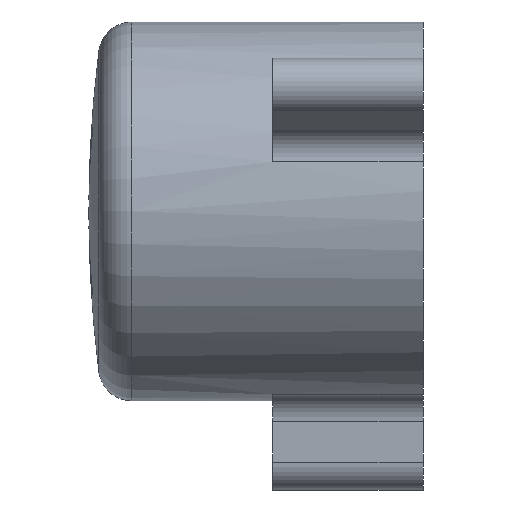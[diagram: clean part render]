
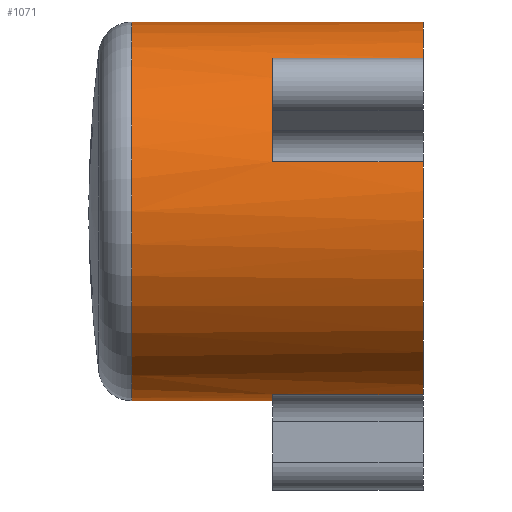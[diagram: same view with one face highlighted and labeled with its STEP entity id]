
A CAD part, left-side view. The second image highlights one B-rep face of the part: STEP entity #1071.
In plain terms, the highlighted cylindrical face has radius 3.4 mm (diameter 6.8 mm), a partial arc.
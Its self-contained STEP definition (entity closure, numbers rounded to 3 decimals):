
#19 = VERTEX_POINT ( 'NONE', #288 ) ;
#56 = EDGE_CURVE ( 'NONE', #145, #777, #1286, .T. ) ;
#79 = AXIS2_PLACEMENT_3D ( 'NONE', #1328, #694, #589 ) ;
#81 = CARTESIAN_POINT ( 'NONE',  ( 0., 0., 0. ) ) ;
#104 = CIRCLE ( 'NONE', #149, 3.4 ) ;
#114 = VERTEX_POINT ( 'NONE', #1275 ) ;
#123 = CARTESIAN_POINT ( 'NONE',  ( 0., 5.226, 3.4 ) ) ;
#139 = LINE ( 'NONE', #784, #595 ) ;
#145 = VERTEX_POINT ( 'NONE', #535 ) ;
#149 = AXIS2_PLACEMENT_3D ( 'NONE', #484, #1106, #1207 ) ;
#182 = VERTEX_POINT ( 'NONE', #123 ) ;
#199 = DIRECTION ( 'NONE',  ( 0., 1., 0. ) ) ;
#203 = LINE ( 'NONE', #1034, #1038 ) ;
#209 = VERTEX_POINT ( 'NONE', #835 ) ;
#215 = ORIENTED_EDGE ( 'NONE', *, *, #56, .T. ) ;
#239 = VERTEX_POINT ( 'NONE', #740 ) ;
#256 = EDGE_LOOP ( 'NONE', ( #918, #486, #771, #1322, #603, #780, #1163, #872, #345, #215 ) ) ;
#272 = DIRECTION ( 'NONE',  ( 0., 0., 1. ) ) ;
#277 = DIRECTION ( 'NONE',  ( 0., 1., 0. ) ) ;
#288 = CARTESIAN_POINT ( 'NONE',  ( -2.41, 2.7, 2.398 ) ) ;
#297 = CYLINDRICAL_SURFACE ( 'NONE', #798, 3.4 ) ;
#312 = DIRECTION ( 'NONE',  ( 0., 0., -1. ) ) ;
#316 = VERTEX_POINT ( 'NONE', #321 ) ;
#321 = CARTESIAN_POINT ( 'NONE',  ( 0., 5.226, -3.4 ) ) ;
#324 = DIRECTION ( 'NONE',  ( 0., -1., 0. ) ) ;
#345 = ORIENTED_EDGE ( 'NONE', *, *, #1022, .T. ) ;
#367 = VERTEX_POINT ( 'NONE', #1064 ) ;
#396 = FACE_OUTER_BOUND ( 'NONE', #256, .T. ) ;
#418 = VECTOR ( 'NONE', #1114, 1000. ) ;
#439 = CIRCLE ( 'NONE', #79, 3.4 ) ;
#459 = CARTESIAN_POINT ( 'NONE',  ( -0.872, 0., -3.286 ) ) ;
#484 = CARTESIAN_POINT ( 'NONE',  ( 0., 0., 0. ) ) ;
#486 = ORIENTED_EDGE ( 'NONE', *, *, #818, .T. ) ;
#501 = DIRECTION ( 'NONE',  ( 0., 0., 1. ) ) ;
#535 = CARTESIAN_POINT ( 'NONE',  ( -2.41, 0., 2.398 ) ) ;
#552 = VECTOR ( 'NONE', #703, 1000. ) ;
#589 = DIRECTION ( 'NONE',  ( 0.866, 0., -0.5 ) ) ;
#595 = VECTOR ( 'NONE', #277, 1000. ) ;
#603 = ORIENTED_EDGE ( 'NONE', *, *, #932, .T. ) ;
#655 = CARTESIAN_POINT ( 'NONE',  ( 0., 6., -3.4 ) ) ;
#679 = CARTESIAN_POINT ( 'NONE',  ( 0., 2.7, 0. ) ) ;
#694 = DIRECTION ( 'NONE',  ( 0., -1., 0. ) ) ;
#703 = DIRECTION ( 'NONE',  ( 0., -1., 0. ) ) ;
#706 = AXIS2_PLACEMENT_3D ( 'NONE', #679, #1336, #272 ) ;
#740 = CARTESIAN_POINT ( 'NONE',  ( -0.872, 2.7, -3.286 ) ) ;
#771 = ORIENTED_EDGE ( 'NONE', *, *, #1243, .T. ) ;
#777 = VERTEX_POINT ( 'NONE', #1254 ) ;
#780 = ORIENTED_EDGE ( 'NONE', *, *, #1365, .T. ) ;
#784 = CARTESIAN_POINT ( 'NONE',  ( -3.282, 6., 0.888 ) ) ;
#798 = AXIS2_PLACEMENT_3D ( 'NONE', #939, #1251, #1027 ) ;
#818 = EDGE_CURVE ( 'NONE', #182, #316, #906, .T. ) ;
#835 = CARTESIAN_POINT ( 'NONE',  ( 0., 2.7, -3.4 ) ) ;
#872 = ORIENTED_EDGE ( 'NONE', *, *, #1303, .F. ) ;
#906 = CIRCLE ( 'NONE', #1092, 3.4 ) ;
#918 = ORIENTED_EDGE ( 'NONE', *, *, #1295, .F. ) ;
#932 = EDGE_CURVE ( 'NONE', #239, #1369, #1224, .T. ) ;
#939 = CARTESIAN_POINT ( 'NONE',  ( 0., 6., 0. ) ) ;
#974 = AXIS2_PLACEMENT_3D ( 'NONE', #81, #199, #501 ) ;
#988 = CARTESIAN_POINT ( 'NONE',  ( 0., 6., 3.4 ) ) ;
#993 = LINE ( 'NONE', #988, #418 ) ;
#1022 = EDGE_CURVE ( 'NONE', #19, #145, #203, .T. ) ;
#1027 = DIRECTION ( 'NONE',  ( 0., 0., -1. ) ) ;
#1034 = CARTESIAN_POINT ( 'NONE',  ( -2.41, 6., 2.398 ) ) ;
#1038 = VECTOR ( 'NONE', #1164, 1000. ) ;
#1041 = VECTOR ( 'NONE', #324, 1000. ) ;
#1064 = CARTESIAN_POINT ( 'NONE',  ( -3.282, 2.7, 0.888 ) ) ;
#1068 = LINE ( 'NONE', #655, #1041 ) ;
#1071 = ADVANCED_FACE ( 'NONE', ( #396 ), #297, .T. ) ;
#1092 = AXIS2_PLACEMENT_3D ( 'NONE', #1368, #1150, #312 ) ;
#1106 = DIRECTION ( 'NONE',  ( 0., 1., 0. ) ) ;
#1114 = DIRECTION ( 'NONE',  ( 0., -1., 0. ) ) ;
#1116 = CARTESIAN_POINT ( 'NONE',  ( -0.872, 6., -3.286 ) ) ;
#1150 = DIRECTION ( 'NONE',  ( 0., -1., 0. ) ) ;
#1163 = ORIENTED_EDGE ( 'NONE', *, *, #1339, .T. ) ;
#1164 = DIRECTION ( 'NONE',  ( 0., -1., 0. ) ) ;
#1207 = DIRECTION ( 'NONE',  ( 0., 0., 1. ) ) ;
#1224 = LINE ( 'NONE', #1116, #552 ) ;
#1243 = EDGE_CURVE ( 'NONE', #316, #209, #1068, .T. ) ;
#1251 = DIRECTION ( 'NONE',  ( 0., -1., 0. ) ) ;
#1254 = CARTESIAN_POINT ( 'NONE',  ( 0., 0., 3.4 ) ) ;
#1275 = CARTESIAN_POINT ( 'NONE',  ( -3.282, 0., 0.888 ) ) ;
#1286 = CIRCLE ( 'NONE', #974, 3.4 ) ;
#1295 = EDGE_CURVE ( 'NONE', #182, #777, #993, .T. ) ;
#1303 = EDGE_CURVE ( 'NONE', #19, #367, #439, .T. ) ;
#1313 = CIRCLE ( 'NONE', #706, 3.4 ) ;
#1322 = ORIENTED_EDGE ( 'NONE', *, *, #1358, .F. ) ;
#1328 = CARTESIAN_POINT ( 'NONE',  ( 0., 2.7, 0. ) ) ;
#1336 = DIRECTION ( 'NONE',  ( 0., -1., 0. ) ) ;
#1339 = EDGE_CURVE ( 'NONE', #114, #367, #139, .T. ) ;
#1358 = EDGE_CURVE ( 'NONE', #239, #209, #1313, .T. ) ;
#1365 = EDGE_CURVE ( 'NONE', #1369, #114, #104, .T. ) ;
#1368 = CARTESIAN_POINT ( 'NONE',  ( 0., 5.226, 0. ) ) ;
#1369 = VERTEX_POINT ( 'NONE', #459 ) ;
